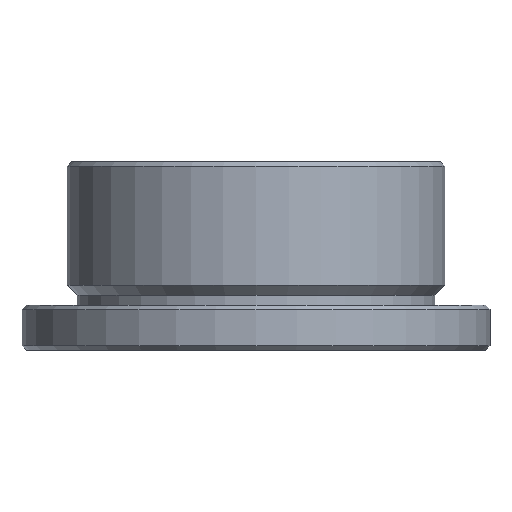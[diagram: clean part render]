
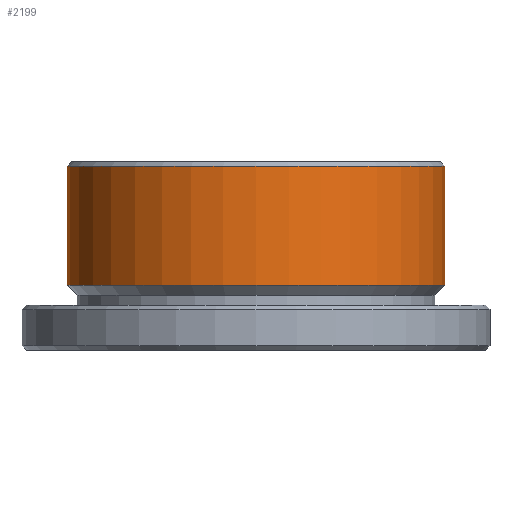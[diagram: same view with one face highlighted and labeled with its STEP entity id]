
A CAD part, left-side view. The second image highlights one B-rep face of the part: STEP entity #2199.
In plain terms, the highlighted cylindrical face has radius 2.5 mm (diameter 5 mm), a partial arc.
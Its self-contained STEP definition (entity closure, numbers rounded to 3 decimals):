
#50 = AXIS2_PLACEMENT_3D ( 'NONE', #908, #1097, #131 ) ;
#52 = ORIENTED_EDGE ( 'NONE', *, *, #696, .T. ) ;
#131 = DIRECTION ( 'NONE',  ( 0., -1., 0. ) ) ;
#172 = EDGE_CURVE ( 'NONE', #2235, #648, #373, .T. ) ;
#295 = DIRECTION ( 'NONE',  ( 0., 1., 0. ) ) ;
#358 = CARTESIAN_POINT ( 'NONE',  ( 0., 2.5, -0.385 ) ) ;
#373 = LINE ( 'NONE', #1690, #1068 ) ;
#414 = EDGE_LOOP ( 'NONE', ( #2285, #616, #1074, #52 ) ) ;
#507 = CARTESIAN_POINT ( 'NONE',  ( 0., -2.5, -0.385 ) ) ;
#586 = AXIS2_PLACEMENT_3D ( 'NONE', #2261, #888, #295 ) ;
#596 = VECTOR ( 'NONE', #844, 1000. ) ;
#616 = ORIENTED_EDGE ( 'NONE', *, *, #1924, .T. ) ;
#648 = VERTEX_POINT ( 'NONE', #1069 ) ;
#696 = EDGE_CURVE ( 'NONE', #648, #2120, #2518, .T. ) ;
#760 = CARTESIAN_POINT ( 'NONE',  ( 0., 0., -0.385 ) ) ;
#792 = VERTEX_POINT ( 'NONE', #358 ) ;
#844 = DIRECTION ( 'NONE',  ( 0., 0., 1. ) ) ;
#888 = DIRECTION ( 'NONE',  ( 0., 0., -1. ) ) ;
#908 = CARTESIAN_POINT ( 'NONE',  ( 0., 0., 0. ) ) ;
#924 = CIRCLE ( 'NONE', #2040, 2.5 ) ;
#978 = DIRECTION ( 'NONE',  ( 0., 0., 1. ) ) ;
#1068 = VECTOR ( 'NONE', #1885, 1000. ) ;
#1069 = CARTESIAN_POINT ( 'NONE',  ( 0., -2.5, 1.189 ) ) ;
#1074 = ORIENTED_EDGE ( 'NONE', *, *, #172, .T. ) ;
#1097 = DIRECTION ( 'NONE',  ( 0., 0., 1. ) ) ;
#1357 = DIRECTION ( 'NONE',  ( 0., -1., 0. ) ) ;
#1529 = LINE ( 'NONE', #2387, #596 ) ;
#1530 = EDGE_CURVE ( 'NONE', #792, #2120, #1529, .T. ) ;
#1690 = CARTESIAN_POINT ( 'NONE',  ( 0., -2.5, 0. ) ) ;
#1885 = DIRECTION ( 'NONE',  ( 0., 0., 1. ) ) ;
#1924 = EDGE_CURVE ( 'NONE', #792, #2235, #924, .T. ) ;
#2038 = CARTESIAN_POINT ( 'NONE',  ( 0., 2.5, 1.189 ) ) ;
#2040 = AXIS2_PLACEMENT_3D ( 'NONE', #760, #978, #1357 ) ;
#2117 = FACE_OUTER_BOUND ( 'NONE', #414, .T. ) ;
#2120 = VERTEX_POINT ( 'NONE', #2038 ) ;
#2199 = ADVANCED_FACE ( 'NONE', ( #2117 ), #2434, .T. ) ;
#2235 = VERTEX_POINT ( 'NONE', #507 ) ;
#2261 = CARTESIAN_POINT ( 'NONE',  ( 0., 0., 1.189 ) ) ;
#2285 = ORIENTED_EDGE ( 'NONE', *, *, #1530, .F. ) ;
#2387 = CARTESIAN_POINT ( 'NONE',  ( 0., 2.5, 0. ) ) ;
#2434 = CYLINDRICAL_SURFACE ( 'NONE', #50, 2.5 ) ;
#2518 = CIRCLE ( 'NONE', #586, 2.5 ) ;
